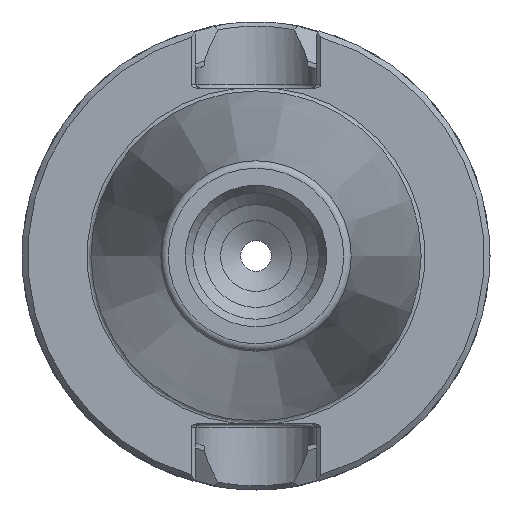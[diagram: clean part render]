
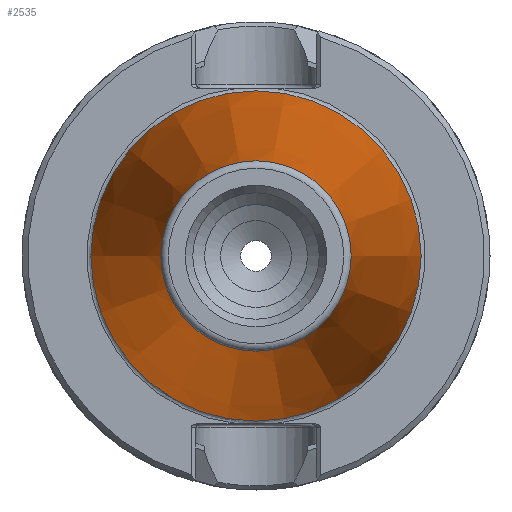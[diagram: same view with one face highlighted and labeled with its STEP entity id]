
A CAD part, left-side view. The second image highlights one B-rep face of the part: STEP entity #2535.
In plain terms, the highlighted conical face has half-angle 8.297 degrees and reference radius 17.456 mm.
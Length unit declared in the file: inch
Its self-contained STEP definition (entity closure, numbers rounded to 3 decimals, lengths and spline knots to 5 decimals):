
#2492=CARTESIAN_POINT('',(-2.54077,0.50448,0.));
#2493=VERTEX_POINT('',#2492);
#2494=CARTESIAN_POINT('',(-2.54077,0.,0.));
#2495=DIRECTION('',(-1.0,0.0,0.0));
#2496=DIRECTION('',(0.0,-1.0,0.0));
#2497=AXIS2_PLACEMENT_3D('',#2494,#2495,#2496);
#2498=CIRCLE('',#2497,0.50448);
#2499=EDGE_CURVE('',#2493,#2493,#2498,.T.);
#2516=CARTESIAN_POINT('',(-1.2875,0.0,0.0));
#2517=DIRECTION('',(1.0,0.0,0.0));
#2518=DIRECTION('',(0.,1.0,0.0));
#2519=AXIS2_PLACEMENT_3D('',#2516,#2517,#2518);
#2520=CONICAL_SURFACE('',#2519,0.68724,8.297);
#2521=CARTESIAN_POINT('',(0.0,0.875,0.0));
#2522=VERTEX_POINT('',#2521);
#2523=CARTESIAN_POINT('',(0.0,0.0,0.0));
#2524=DIRECTION('',(1.0,0.,0.0));
#2525=DIRECTION('',(0.,1.0,0.0));
#2526=AXIS2_PLACEMENT_3D('',#2523,#2524,#2525);
#2527=CIRCLE('',#2526,0.875);
#2528=EDGE_CURVE('',#2522,#2522,#2527,.T.);
#2529=ORIENTED_EDGE('',*,*,#2528,.F.);
#2530=EDGE_LOOP('',(#2529));
#2531=FACE_OUTER_BOUND('',#2530,.T.);
#2532=ORIENTED_EDGE('',*,*,#2499,.F.);
#2533=EDGE_LOOP('',(#2532));
#2534=FACE_BOUND('',#2533,.T.);
#2535=ADVANCED_FACE('',(#2531,#2534),#2520,.T.);
